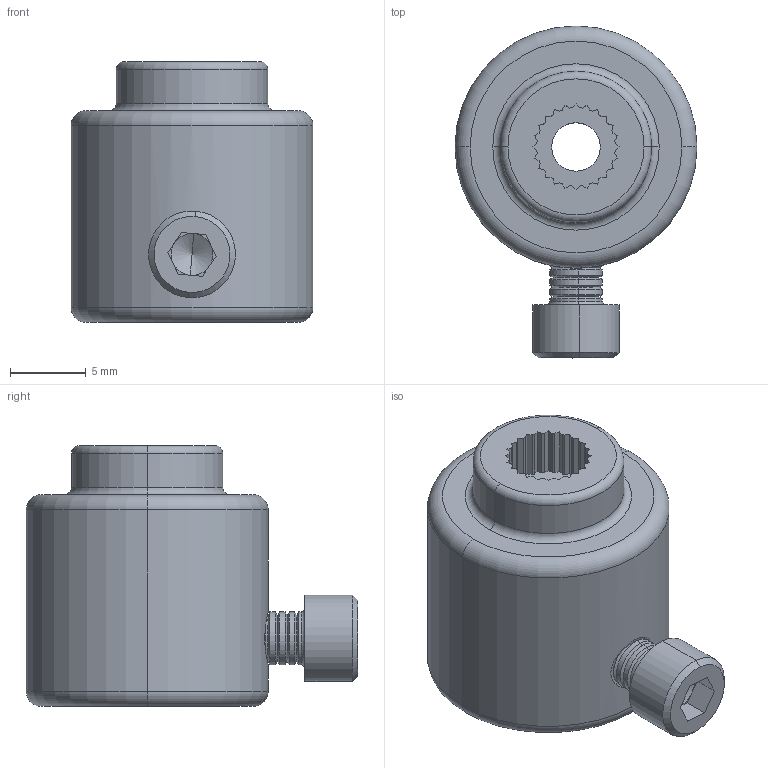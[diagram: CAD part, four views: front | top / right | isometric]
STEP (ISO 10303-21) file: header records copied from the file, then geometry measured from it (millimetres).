
FILE_DESCRIPTION (( 'STEP AP214' ), '1' );
FILE_NAME ('40230_TXP-6mm Shaft Servo Hub.STEP', '2017-03-28T20:19:30', ( '' ), ( '' ), 'SwSTEP 2.0', 'SolidWorks 2016', '' );
FILE_SCHEMA (( 'AUTOMOTIVE_DESIGN' ));
Length unit declared in the file: millimetre
Products named in the file (2): 40230_TXP-6mm Shaft Servo Hub
Bounding box: 16 x 21.93 x 17.25 mm (x, y, z)
Volume: 2669.5 mm3; surface area: 1725.7 mm2
Topology: 2 solids, 2 shells, 210 faces, 506 edges, 303 vertices
Faces by surface type: plane 71, cylinder 67, cone 54, torus 16, bspline 2
Entity records: 8678 total; most frequent: CARTESIAN_POINT 1327, DIRECTION 1104, ORIENTED_EDGE 1008, EDGE_CURVE 504, AXIS2_PLACEMENT_3D 404, VERTEX_POINT 303, VECTOR 296, LINE 296
